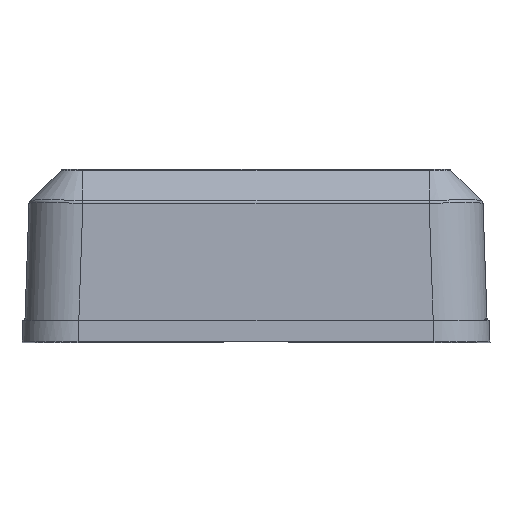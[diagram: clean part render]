
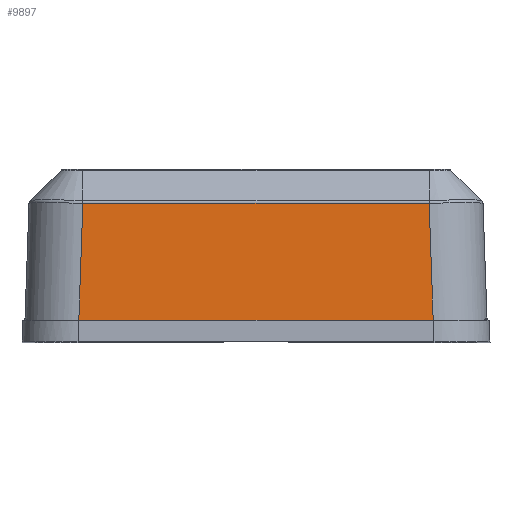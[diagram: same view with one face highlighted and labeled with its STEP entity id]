
A CAD part, top view. The second image highlights one B-rep face of the part: STEP entity #9897.
In plain terms, the highlighted planar face has unit normal (0, 0.035, 0.999).
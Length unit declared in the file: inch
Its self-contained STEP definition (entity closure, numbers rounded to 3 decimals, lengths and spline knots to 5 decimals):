
#13 = FACE_OUTER_BOUND ( 'NONE', #14084, .T. ) ;
#1284 = CARTESIAN_POINT ( 'NONE',  ( 0.64698, 0.07874, 1.06024 ) ) ;
#1542 = DIRECTION ( 'NONE',  ( -1., 0., 0. ) ) ;
#2393 = B_SPLINE_CURVE_WITH_KNOTS ( 'NONE', 3,
 ( #15356, #6799, #13850, #2451 ),
 .UNSPECIFIED., .F., .F.,
 ( 4, 4 ),
 ( 0., 1. ),
 .UNSPECIFIED. ) ;
#2451 = CARTESIAN_POINT ( 'NONE',  ( -0.63206, 0.50553, 1.04534 ) ) ;
#2455 = AXIS2_PLACEMENT_3D ( 'NONE', #15333, #7192, #10124 ) ;
#2517 = CARTESIAN_POINT ( 'NONE',  ( -0.64698, 0.07874, 1.06024 ) ) ;
#3962 = CARTESIAN_POINT ( 'NONE',  ( 0.86421, 0.07874, 1.06024 ) ) ;
#4729 = VERTEX_POINT ( 'NONE', #1284 ) ;
#5012 = VERTEX_POINT ( 'NONE', #2517 ) ;
#5378 = LINE ( 'NONE', #3962, #9430 ) ;
#5726 = ORIENTED_EDGE ( 'NONE', *, *, #11378, .F. ) ;
#5981 = ORIENTED_EDGE ( 'NONE', *, *, #12002, .T. ) ;
#6077 = EDGE_CURVE ( 'NONE', #4729, #5012, #5378, .T. ) ;
#6087 = DIRECTION ( 'NONE',  ( -0.035, 0.999, -0.035 ) ) ;
#6634 = DIRECTION ( 'NONE',  ( -1., 0., 0. ) ) ;
#6799 = CARTESIAN_POINT ( 'NONE',  ( -0.642, 0.221, 1.05527 ) ) ;
#7192 = DIRECTION ( 'NONE',  ( 0., 0.035, 0.999 ) ) ;
#8361 = ORIENTED_EDGE ( 'NONE', *, *, #13211, .T. ) ;
#8726 = CARTESIAN_POINT ( 'NONE',  ( -0.63206, 0.50553, 1.04534 ) ) ;
#9353 = CARTESIAN_POINT ( 'NONE',  ( 0.63206, 0.50553, 1.04534 ) ) ;
#9430 = VECTOR ( 'NONE', #1542, 39.37008 ) ;
#9897 = ADVANCED_FACE ( 'NONE', ( #13 ), #12849, .T. ) ;
#10008 = VERTEX_POINT ( 'NONE', #10680 ) ;
#10124 = DIRECTION ( 'NONE',  ( 0., -0.999, 0.035 ) ) ;
#10510 = CARTESIAN_POINT ( 'NONE',  ( 0.64698, 0.07874, 1.06024 ) ) ;
#10680 = CARTESIAN_POINT ( 'NONE',  ( 0.63206, 0.50553, 1.04534 ) ) ;
#11378 = EDGE_CURVE ( 'NONE', #5012, #16611, #2393, .T. ) ;
#12002 = EDGE_CURVE ( 'NONE', #4729, #10008, #17682, .T. ) ;
#12369 = LINE ( 'NONE', #9353, #13388 ) ;
#12849 = PLANE ( 'NONE',  #2455 ) ;
#13211 = EDGE_CURVE ( 'NONE', #10008, #16611, #12369, .T. ) ;
#13388 = VECTOR ( 'NONE', #6634, 39.37008 ) ;
#13850 = CARTESIAN_POINT ( 'NONE',  ( -0.63703, 0.36327, 1.05031 ) ) ;
#14084 = EDGE_LOOP ( 'NONE', ( #8361, #5726, #16743, #5981 ) ) ;
#15333 = CARTESIAN_POINT ( 'NONE',  ( -0.67286, 0.0702, 1.06054 ) ) ;
#15356 = CARTESIAN_POINT ( 'NONE',  ( -0.64698, 0.07874, 1.06024 ) ) ;
#16611 = VERTEX_POINT ( 'NONE', #8726 ) ;
#16743 = ORIENTED_EDGE ( 'NONE', *, *, #6077, .F. ) ;
#17017 = VECTOR ( 'NONE', #6087, 39.37008 ) ;
#17682 = LINE ( 'NONE', #10510, #17017 ) ;
